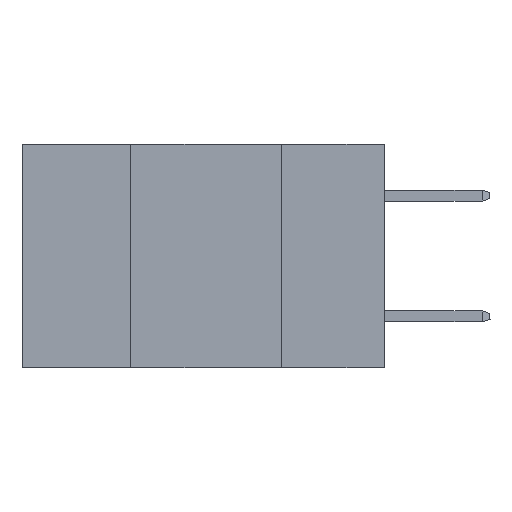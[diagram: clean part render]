
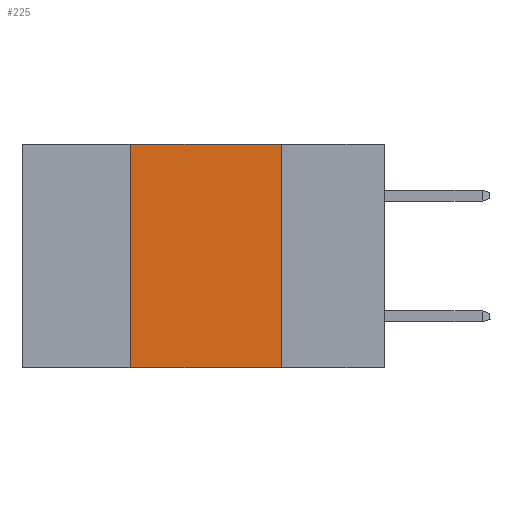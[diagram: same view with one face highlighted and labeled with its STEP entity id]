
A CAD part, left-side view. The second image highlights one B-rep face of the part: STEP entity #225.
In plain terms, the highlighted planar face has unit normal (-1, 0, 0).
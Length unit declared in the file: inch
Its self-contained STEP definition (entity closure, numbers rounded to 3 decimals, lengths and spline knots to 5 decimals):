
#225 = ADVANCED_FACE ( 'NONE', ( #19492 ), #14698, .F. ) ;
#654 = DIRECTION ( 'NONE',  ( 0., -1., 0. ) ) ;
#836 = EDGE_CURVE ( 'NONE', #19309, #21742, #5708, .T. ) ;
#1279 = EDGE_CURVE ( 'NONE', #19309, #16051, #15063, .T. ) ;
#1470 = VECTOR ( 'NONE', #13526, 39.37008 ) ;
#1784 = DIRECTION ( 'NONE',  ( 0., 0., -1. ) ) ;
#2095 = LINE ( 'NONE', #17663, #6329 ) ;
#2903 = CARTESIAN_POINT ( 'NONE',  ( 0., 0.42, -0.37 ) ) ;
#4490 = ORIENTED_EDGE ( 'NONE', *, *, #13151, .F. ) ;
#5708 = LINE ( 'NONE', #18850, #10387 ) ;
#6329 = VECTOR ( 'NONE', #1784, 39.37008 ) ;
#7601 = CARTESIAN_POINT ( 'NONE',  ( 0., 0.17, -0.37 ) ) ;
#9628 = EDGE_CURVE ( 'NONE', #13336, #21742, #2095, .T. ) ;
#9766 = ORIENTED_EDGE ( 'NONE', *, *, #1279, .F. ) ;
#10346 = CARTESIAN_POINT ( 'NONE',  ( 0., 0.42, -0.37 ) ) ;
#10387 = VECTOR ( 'NONE', #18349, 39.37008 ) ;
#13151 = EDGE_CURVE ( 'NONE', #16051, #13336, #15528, .T. ) ;
#13336 = VERTEX_POINT ( 'NONE', #15290 ) ;
#13526 = DIRECTION ( 'NONE',  ( 0., 0., 1. ) ) ;
#14539 = DIRECTION ( 'NONE',  ( 0., 0., -1. ) ) ;
#14640 = DIRECTION ( 'NONE',  ( 1., 0., 0. ) ) ;
#14644 = CARTESIAN_POINT ( 'NONE',  ( 0., 0.6, 0. ) ) ;
#14698 = PLANE ( 'NONE',  #18327 ) ;
#15021 = ORIENTED_EDGE ( 'NONE', *, *, #836, .T. ) ;
#15063 = LINE ( 'NONE', #2903, #1470 ) ;
#15290 = CARTESIAN_POINT ( 'NONE',  ( 0., 0.17, 0. ) ) ;
#15306 = EDGE_LOOP ( 'NONE', ( #21572, #4490, #9766, #15021 ) ) ;
#15528 = LINE ( 'NONE', #21770, #20184 ) ;
#16051 = VERTEX_POINT ( 'NONE', #19920 ) ;
#17663 = CARTESIAN_POINT ( 'NONE',  ( 0., 0.17, -0.37 ) ) ;
#18327 = AXIS2_PLACEMENT_3D ( 'NONE', #14644, #14640, #14539 ) ;
#18349 = DIRECTION ( 'NONE',  ( 0., -1., 0. ) ) ;
#18850 = CARTESIAN_POINT ( 'NONE',  ( 0., 0.6, -0.37 ) ) ;
#19309 = VERTEX_POINT ( 'NONE', #10346 ) ;
#19492 = FACE_OUTER_BOUND ( 'NONE', #15306, .T. ) ;
#19920 = CARTESIAN_POINT ( 'NONE',  ( 0., 0.42, 0. ) ) ;
#20184 = VECTOR ( 'NONE', #654, 39.37008 ) ;
#21572 = ORIENTED_EDGE ( 'NONE', *, *, #9628, .F. ) ;
#21742 = VERTEX_POINT ( 'NONE', #7601 ) ;
#21770 = CARTESIAN_POINT ( 'NONE',  ( 0., 0.6, 0. ) ) ;
